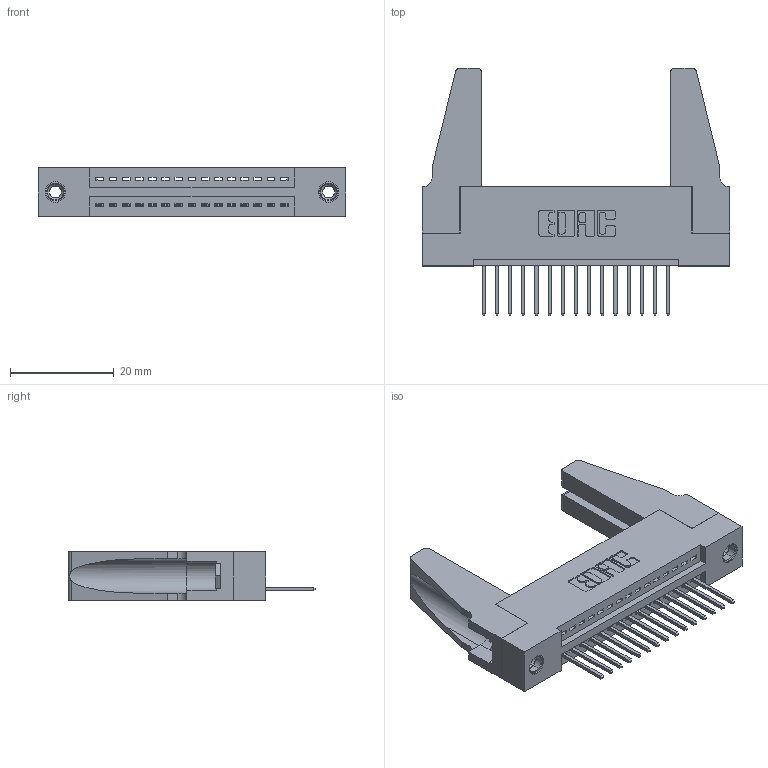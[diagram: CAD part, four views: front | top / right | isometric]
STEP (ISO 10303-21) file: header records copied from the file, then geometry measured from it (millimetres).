
FILE_DESCRIPTION (( 'STEP AP203' ), '1' );
FILE_NAME ('395-015-523-188.STEP', '2019-10-16T06:09:17', ( '' ), ( '' ), 'SwSTEP 2.0', 'SolidWorks 2016', '' );
FILE_SCHEMA (( 'CONFIG_CONTROL_DESIGN' ));
Length unit declared in the file: inch
Products named in the file (5): 345 Part_Flush Mounting Lugs - 0.156 Dia-TH; 345-292-001_345-293-123; 345-250-001_345-250-001-102; 345-220-078_345-220-088; 395-015-523-188
Assembly tree (20 placements, depth 2):
  395-015-523-188
    345 Part_Flush Mounting Lugs - 0.156 Dia-TH
    345-292-001_345-293-123  x15
    345-250-001_345-250-001-102  x2
    345-220-078_345-220-088  x2
Bounding box: 59.33 x 47.68 x 9.4 mm (x, y, z)
Volume: 8661.2 mm3; surface area: 9966.3 mm2
Topology: 20 solids, 20 shells, 1120 faces, 3295 edges, 2166 vertices
Faces by surface type: plane 752, cylinder 352, cone 12, torus 4
Entity records: 17090 total; most frequent: CARTESIAN_POINT 2951, ORIENTED_EDGE 2860, DIRECTION 2624, EDGE_CURVE 1430, VECTOR 1196, LINE 1196, VERTEX_POINT 946, AXIS2_PLACEMENT_3D 714
